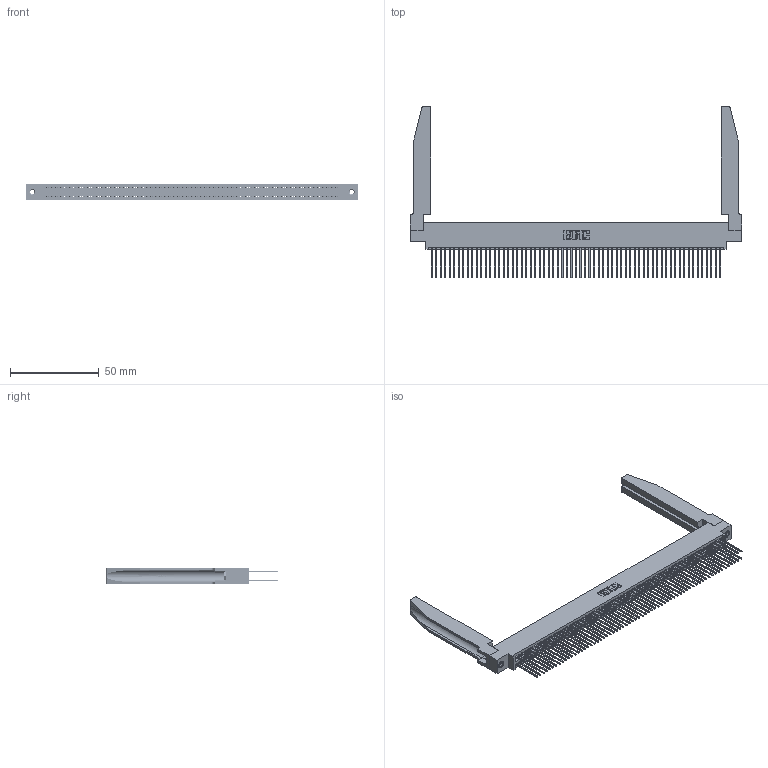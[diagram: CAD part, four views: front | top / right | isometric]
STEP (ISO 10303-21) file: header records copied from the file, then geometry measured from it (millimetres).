
FILE_DESCRIPTION (( 'STEP AP203' ), '1' );
FILE_NAME ('345-130-542-878.STEP', '2019-11-07T14:50:34', ( '' ), ( '' ), 'SwSTEP 2.0', 'SolidWorks 2016', '' );
FILE_SCHEMA (( 'CONFIG_CONTROL_DESIGN' ));
Length unit declared in the file: inch
Products named in the file (5): 345 Part_0.170 Offset - 0.156 Dia-TH; 345-250-001_345-250-001-102; 345-292-001_345-293-142; 345-220-078_345-220-078; 345-130-542-878
Assembly tree (135 placements, depth 2):
  345-130-542-878
    345 Part_0.170 Offset - 0.156 Dia-TH
    345-292-001_345-293-142  x130
    345-250-001_345-250-001-102  x2
    345-220-078_345-220-078  x2
Bounding box: 186.33 x 96.57 x 9.4 mm (x, y, z)
Volume: 26577.3 mm3; surface area: 38059.1 mm2
Topology: 135 solids, 135 shells, 6864 faces, 20331 edges, 13370 vertices
Faces by surface type: plane 4516, cylinder 2296, bspline 36, cone 12, torus 4
Entity records: 52794 total; most frequent: CARTESIAN_POINT 9747, ORIENTED_EDGE 8578, DIRECTION 7559, EDGE_CURVE 4289, VECTOR 3803, LINE 3803, VERTEX_POINT 2852, AXIS2_PLACEMENT_3D 1878
